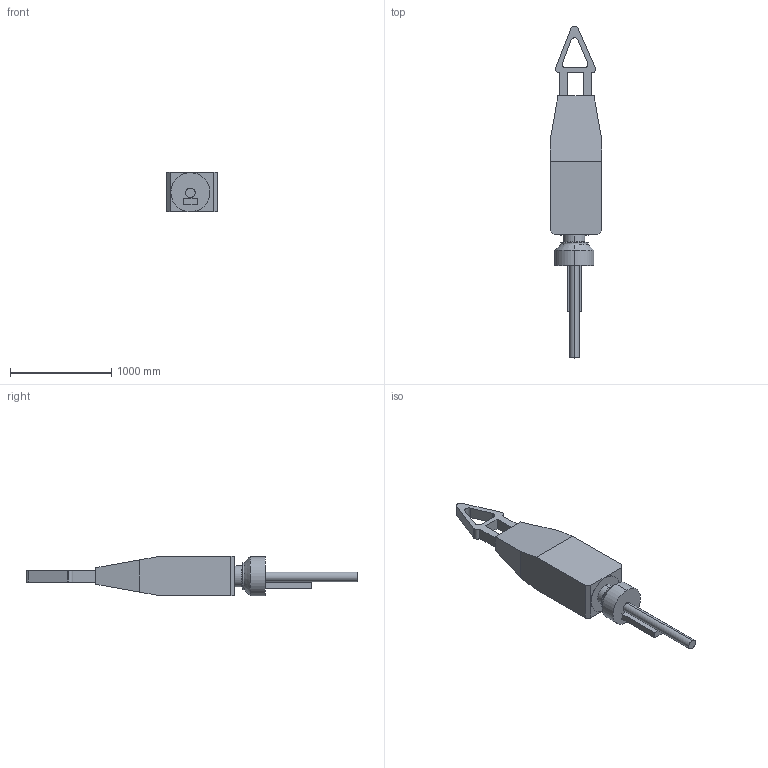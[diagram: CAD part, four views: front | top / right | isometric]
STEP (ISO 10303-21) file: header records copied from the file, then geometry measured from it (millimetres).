
FILE_DESCRIPTION (( 'STEP AP214' ), '1' );
FILE_NAME ('TopDrive.STEP', '2018-12-17T15:35:31', ( '' ), ( '' ), 'SwSTEP 2.0', 'SolidWorks 2016', '' );
FILE_SCHEMA (( 'AUTOMOTIVE_DESIGN' ));
Length unit declared in the file: inch
Products named in the file (1): TopDrive
Bounding box: 509.22 x 3282.07 x 394.29 mm (x, y, z)
Volume: 278179749.4 mm3; surface area: 3931933.8 mm2
Topology: 1 solids, 1 shells, 54 faces, 136 edges, 88 vertices
Faces by surface type: plane 32, cylinder 18, cone 4
Entity records: 1660 total; most frequent: DIRECTION 282, CARTESIAN_POINT 279, ORIENTED_EDGE 272, EDGE_CURVE 136, VECTOR 100, LINE 100, AXIS2_PLACEMENT_3D 91, VERTEX_POINT 88
